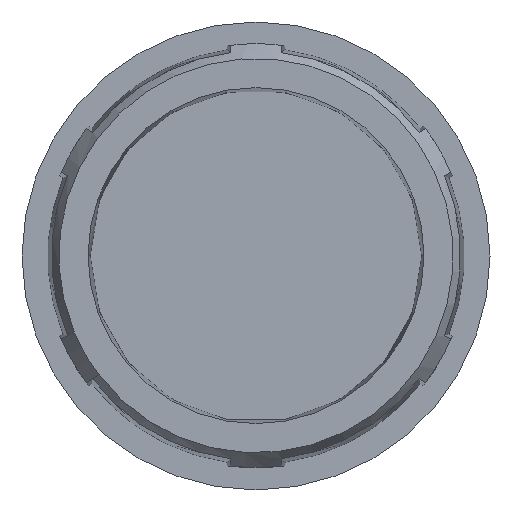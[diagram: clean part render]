
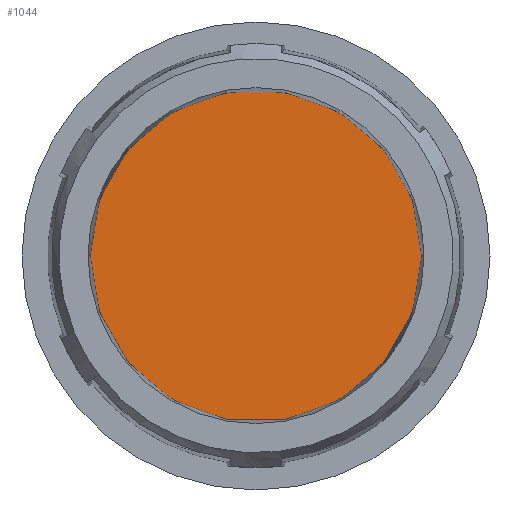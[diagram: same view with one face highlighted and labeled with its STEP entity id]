
A CAD part, top view. The second image highlights one B-rep face of the part: STEP entity #1044.
In plain terms, the highlighted planar face has unit normal (0, 0, 1).
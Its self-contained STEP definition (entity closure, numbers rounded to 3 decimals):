
#377=CARTESIAN_POINT('',(-240.,20.5,-41.5));
#378=DIRECTION('',(0.,0.,1.));
#379=DIRECTION('',(-1.,0.,0.));
#380=AXIS2_PLACEMENT_3D('',#377,#378,#379);
#386=CARTESIAN_POINT('',(-240.,20.5,-41.5));
#387=DIRECTION('',(0.,0.,-1.));
#388=DIRECTION('',(-1.,0.,0.));
#389=AXIS2_PLACEMENT_3D('',#386,#387,#388);
#557=CARTESIAN_POINT('',(-249.,20.5,-41.5));
#558=CARTESIAN_POINT('',(-231.,20.5,-41.5));
#559=VERTEX_POINT('',#557);
#560=VERTEX_POINT('',#558);
#1035=CARTESIAN_POINT('',(-226.5,25.1,-41.5));
#1036=DIRECTION('',(0.,0.,-1.));
#1037=DIRECTION('',(-1.,0.,0.));
#1038=AXIS2_PLACEMENT_3D('',#1035,#1036,#1037);
#1039=PLANE('',#1038);
#1040=ORIENTED_EDGE('',*,*,#1015,.F.);
#1041=ORIENTED_EDGE('',*,*,#1029,.T.);
#1042=EDGE_LOOP('',(#1040,#1041));
#1043=FACE_OUTER_BOUND('',#1042,.F.);
#1044=ADVANCED_FACE('',(#1043),#1039,.F.);
#381=CIRCLE('',#380,9.);
#390=CIRCLE('',#389,9.);
#1015=EDGE_CURVE('',#559,#560,#381,.T.);
#1029=EDGE_CURVE('',#559,#560,#390,.T.);
